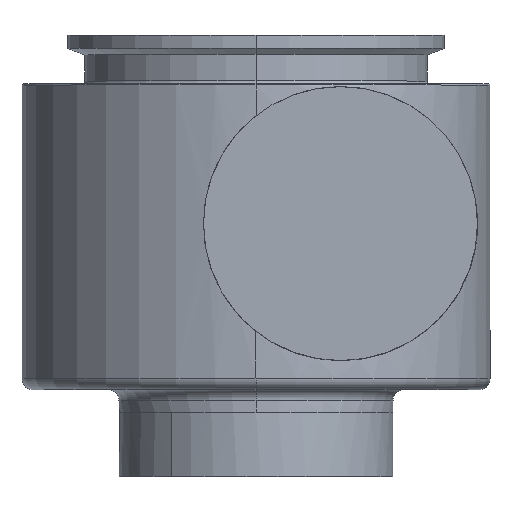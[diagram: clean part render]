
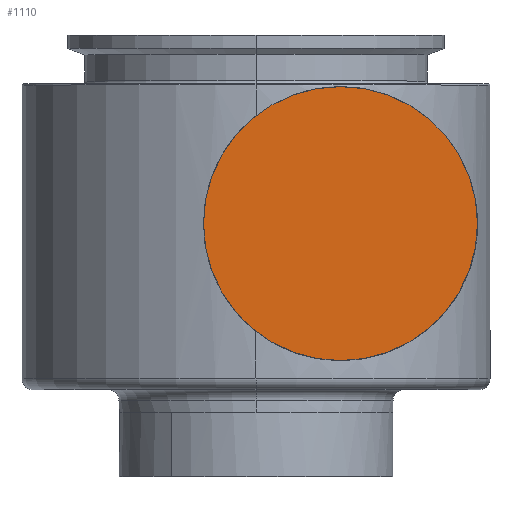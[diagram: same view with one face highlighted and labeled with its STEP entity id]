
A CAD part, top view. The second image highlights one B-rep face of the part: STEP entity #1110.
In plain terms, the highlighted planar face has unit normal (0, 0, 1).
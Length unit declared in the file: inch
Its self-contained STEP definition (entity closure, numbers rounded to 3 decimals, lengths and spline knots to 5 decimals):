
#49 = CARTESIAN_POINT ( 'NONE',  ( 0.925, 0., 3.265 ) ) ;
#121 = EDGE_CURVE ( 'NONE', #929, #1044, #963, .T. ) ;
#139 = FACE_OUTER_BOUND ( 'NONE', #864, .T. ) ;
#143 = DIRECTION ( 'NONE',  ( -1., 0., 0. ) ) ;
#197 = CARTESIAN_POINT ( 'NONE',  ( -0.575, 0., 3.265 ) ) ;
#230 = CARTESIAN_POINT ( 'NONE',  ( 0.925, 0., 3.265 ) ) ;
#253 = PLANE ( 'NONE',  #515 ) ;
#320 = DIRECTION ( 'NONE',  ( -1., 0., 0. ) ) ;
#347 = DIRECTION ( 'NONE',  ( -1., 0., 0. ) ) ;
#381 = EDGE_CURVE ( 'NONE', #1044, #929, #740, .T. ) ;
#515 = AXIS2_PLACEMENT_3D ( 'NONE', #1159, #881, #347 ) ;
#598 = ORIENTED_EDGE ( 'NONE', *, *, #121, .F. ) ;
#676 = DIRECTION ( 'NONE',  ( 0., 0., -1. ) ) ;
#740 = CIRCLE ( 'NONE', #1126, 1.5 ) ;
#742 = ORIENTED_EDGE ( 'NONE', *, *, #381, .F. ) ;
#838 = AXIS2_PLACEMENT_3D ( 'NONE', #49, #676, #143 ) ;
#853 = DIRECTION ( 'NONE',  ( 0., 0., -1. ) ) ;
#864 = EDGE_LOOP ( 'NONE', ( #742, #598 ) ) ;
#881 = DIRECTION ( 'NONE',  ( 0., 0., -1. ) ) ;
#929 = VERTEX_POINT ( 'NONE', #1081 ) ;
#963 = CIRCLE ( 'NONE', #838, 1.5 ) ;
#1044 = VERTEX_POINT ( 'NONE', #197 ) ;
#1081 = CARTESIAN_POINT ( 'NONE',  ( 2.425, 0., 3.265 ) ) ;
#1110 = ADVANCED_FACE ( 'NONE', ( #139 ), #253, .F. ) ;
#1126 = AXIS2_PLACEMENT_3D ( 'NONE', #230, #853, #320 ) ;
#1159 = CARTESIAN_POINT ( 'NONE',  ( 0.925, 0., 3.265 ) ) ;
